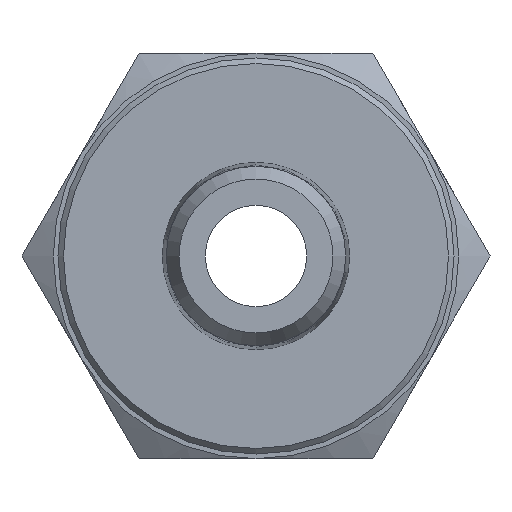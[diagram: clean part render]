
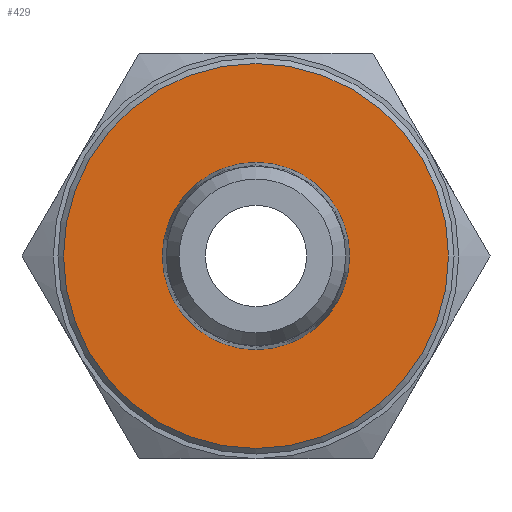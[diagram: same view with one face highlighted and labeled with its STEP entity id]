
A CAD part, front view. The second image highlights one B-rep face of the part: STEP entity #429.
In plain terms, the highlighted planar face has unit normal (0, -1, 0).
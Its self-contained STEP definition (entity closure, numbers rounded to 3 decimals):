
#38=PLANE('',#488);
#54=CIRCLE('',#475,5.082);
#60=CIRCLE('',#487,10.45);
#109=ORIENTED_EDGE('',*,*,#202,.F.);
#110=ORIENTED_EDGE('',*,*,#210,.T.);
#202=EDGE_CURVE('',#254,#254,#54,.T.);
#210=EDGE_CURVE('',#260,#260,#60,.T.);
#254=VERTEX_POINT('',#714);
#260=VERTEX_POINT('',#740);
#322=EDGE_LOOP('',(#109));
#323=EDGE_LOOP('',(#110));
#370=FACE_BOUND('',#322,.T.);
#371=FACE_BOUND('',#323,.T.);
#429=ADVANCED_FACE('',(#370,#371),#38,.F.);
#475=AXIS2_PLACEMENT_3D('',#713,#548,#549);
#487=AXIS2_PLACEMENT_3D('',#739,#572,#573);
#488=AXIS2_PLACEMENT_3D('',#741,#574,#575);
#548=DIRECTION('',(0.,-1.,0.));
#549=DIRECTION('',(0.,0.,-1.));
#572=DIRECTION('',(0.,-1.,0.));
#573=DIRECTION('',(0.,0.,-1.));
#574=DIRECTION('',(0.,1.,0.));
#575=DIRECTION('',(0.,0.,1.));
#713=CARTESIAN_POINT('',(0.,8.,0.));
#714=CARTESIAN_POINT('',(0.,8.,-5.082));
#739=CARTESIAN_POINT('',(0.,8.,0.));
#740=CARTESIAN_POINT('',(0.,8.,-10.45));
#741=CARTESIAN_POINT('',(10.45,8.,0.));
